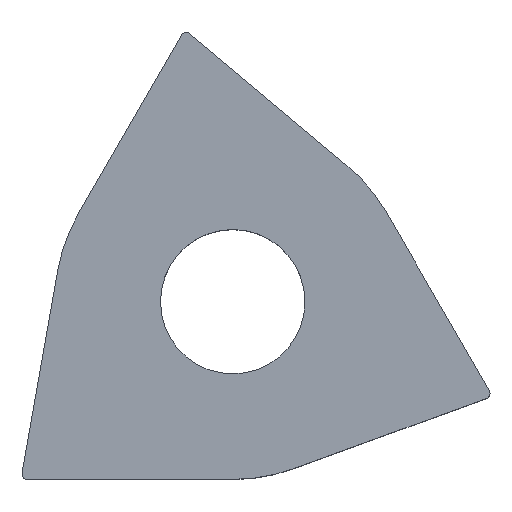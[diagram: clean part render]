
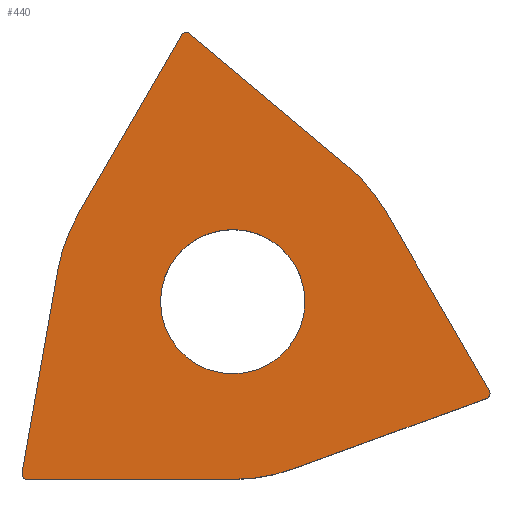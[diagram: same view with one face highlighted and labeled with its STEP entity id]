
A CAD part, top view. The second image highlights one B-rep face of the part: STEP entity #440.
In plain terms, the highlighted planar face has unit normal (0, 0, 1).
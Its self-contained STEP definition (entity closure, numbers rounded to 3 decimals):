
#36=CARTESIAN_POINT('',(0.,0.,0.));
#37=DIRECTION('',(0.,0.,1.));
#38=DIRECTION('',(0.766,0.643,0.));
#39=AXIS2_PLACEMENT_3D('',#36,#37,#38);
#45=CARTESIAN_POINT('',(0.,0.,0.));
#46=DIRECTION('',(0.,0.,1.));
#47=DIRECTION('',(-0.766,-0.643,0.));
#48=AXIS2_PLACEMENT_3D('',#45,#46,#47);
#53=CARTESIAN_POINT('',(-1.661,9.422,0.));
#54=DIRECTION('',(0.,0.,1.));
#55=DIRECTION('',(0.643,0.766,0.));
#56=AXIS2_PLACEMENT_3D('',#53,#54,#55);
#61=CARTESIAN_POINT('',(0.,0.,0.));
#62=DIRECTION('',(0.,0.,-1.));
#63=DIRECTION('',(0.643,0.766,0.));
#64=AXIS2_PLACEMENT_3D('',#61,#62,#63);
#69=CARTESIAN_POINT('',(8.991,-3.272,0.));
#70=DIRECTION('',(0.,0.,1.));
#71=DIRECTION('',(0.342,-0.94,0.));
#72=AXIS2_PLACEMENT_3D('',#69,#70,#71);
#77=CARTESIAN_POINT('',(0.,0.,0.));
#78=DIRECTION('',(0.,0.,-1.));
#79=DIRECTION('',(0.342,-0.94,0.));
#80=AXIS2_PLACEMENT_3D('',#77,#78,#79);
#85=CARTESIAN_POINT('',(-7.329,-6.15,0.));
#86=DIRECTION('',(0.,0.,1.));
#87=DIRECTION('',(-0.985,0.174,0.));
#88=AXIS2_PLACEMENT_3D('',#85,#86,#87);
#93=CARTESIAN_POINT('',(0.,0.,0.));
#94=DIRECTION('',(0.,0.,-1.));
#95=DIRECTION('',(-0.985,0.174,0.));
#96=AXIS2_PLACEMENT_3D('',#93,#94,#95);
#179=DIRECTION('',(-0.766,0.643,0.));
#180=VECTOR('',#179,7.329);
#181=CARTESIAN_POINT('',(4.082,4.864,0.));
#182=LINE('',#181,#180);
#214=DIRECTION('',(-0.5,-0.866,0.));
#215=VECTOR('',#214,7.329);
#216=CARTESIAN_POINT('',(-1.835,9.522,0.));
#217=LINE('',#216,#215);
#235=DIRECTION('',(-0.174,-0.985,0.));
#236=VECTOR('',#235,7.329);
#237=CARTESIAN_POINT('',(-6.254,1.103,0.));
#238=LINE('',#237,#236);
#270=DIRECTION('',(1.,0.,0.));
#271=VECTOR('',#270,7.329);
#272=CARTESIAN_POINT('',(-7.329,-6.35,0.));
#273=LINE('',#272,#271);
#291=DIRECTION('',(0.94,0.342,0.));
#292=VECTOR('',#291,7.329);
#293=CARTESIAN_POINT('',(2.172,-5.967,0.));
#294=LINE('',#293,#292);
#326=DIRECTION('',(-0.5,0.866,0.));
#327=VECTOR('',#326,7.329);
#328=CARTESIAN_POINT('',(9.164,-3.172,0.));
#329=LINE('',#328,#327);
#347=CARTESIAN_POINT('',(-6.254,1.103,0.));
#348=CARTESIAN_POINT('',(-5.499,3.175,0.));
#349=VERTEX_POINT('',#347);
#350=VERTEX_POINT('',#348);
#351=CARTESIAN_POINT('',(4.082,4.864,0.));
#352=CARTESIAN_POINT('',(5.499,3.175,0.));
#353=VERTEX_POINT('',#351);
#354=VERTEX_POINT('',#352);
#355=CARTESIAN_POINT('',(2.172,-5.967,0.));
#356=CARTESIAN_POINT('',(0.,-6.35,0.));
#357=VERTEX_POINT('',#355);
#358=VERTEX_POINT('',#356);
#359=CARTESIAN_POINT('',(1.976,1.658,0.));
#360=CARTESIAN_POINT('',(-1.976,-1.658,0.));
#361=VERTEX_POINT('',#359);
#362=VERTEX_POINT('',#360);
#379=CARTESIAN_POINT('',(-7.526,-6.115,0.));
#380=CARTESIAN_POINT('',(-7.329,-6.35,0.));
#381=VERTEX_POINT('',#379);
#382=VERTEX_POINT('',#380);
#383=CARTESIAN_POINT('',(9.059,-3.46,0.));
#384=CARTESIAN_POINT('',(9.164,-3.172,0.));
#385=VERTEX_POINT('',#383);
#386=VERTEX_POINT('',#384);
#387=CARTESIAN_POINT('',(-1.533,9.576,0.));
#388=CARTESIAN_POINT('',(-1.835,9.522,0.));
#389=VERTEX_POINT('',#387);
#390=VERTEX_POINT('',#388);
#403=CARTESIAN_POINT('',(0.,0.,0.));
#404=DIRECTION('',(0.,0.,1.));
#405=DIRECTION('',(-0.643,0.766,0.));
#406=AXIS2_PLACEMENT_3D('',#403,#404,#405);
#407=PLANE('',#406);
#409=ORIENTED_EDGE('',*,*,#408,.F.);
#411=ORIENTED_EDGE('',*,*,#410,.F.);
#413=ORIENTED_EDGE('',*,*,#412,.F.);
#415=ORIENTED_EDGE('',*,*,#414,.T.);
#417=ORIENTED_EDGE('',*,*,#416,.F.);
#419=ORIENTED_EDGE('',*,*,#418,.F.);
#421=ORIENTED_EDGE('',*,*,#420,.F.);
#423=ORIENTED_EDGE('',*,*,#422,.T.);
#425=ORIENTED_EDGE('',*,*,#424,.F.);
#427=ORIENTED_EDGE('',*,*,#426,.F.);
#429=ORIENTED_EDGE('',*,*,#428,.F.);
#431=ORIENTED_EDGE('',*,*,#430,.T.);
#432=EDGE_LOOP('',(#409,#411,#413,#415,#417,#419,#421,#423,#425,#427,#429,
#431));
#433=FACE_OUTER_BOUND('',#432,.F.);
#435=ORIENTED_EDGE('',*,*,#434,.T.);
#437=ORIENTED_EDGE('',*,*,#436,.T.);
#438=EDGE_LOOP('',(#435,#437));
#439=FACE_BOUND('',#438,.F.);
#40=CIRCLE('',#39,2.58);
#49=CIRCLE('',#48,2.58);
#57=CIRCLE('',#56,0.2);
#65=CIRCLE('',#64,6.35);
#73=CIRCLE('',#72,0.2);
#81=CIRCLE('',#80,6.35);
#89=CIRCLE('',#88,0.2);
#97=CIRCLE('',#96,6.35);
#408=EDGE_CURVE('',#390,#350,#217,.T.);
#410=EDGE_CURVE('',#389,#390,#57,.T.);
#412=EDGE_CURVE('',#353,#389,#182,.T.);
#414=EDGE_CURVE('',#353,#354,#65,.T.);
#416=EDGE_CURVE('',#386,#354,#329,.T.);
#418=EDGE_CURVE('',#385,#386,#73,.T.);
#420=EDGE_CURVE('',#357,#385,#294,.T.);
#422=EDGE_CURVE('',#357,#358,#81,.T.);
#424=EDGE_CURVE('',#382,#358,#273,.T.);
#426=EDGE_CURVE('',#381,#382,#89,.T.);
#428=EDGE_CURVE('',#349,#381,#238,.T.);
#430=EDGE_CURVE('',#349,#350,#97,.T.);
#434=EDGE_CURVE('',#361,#362,#40,.T.);
#436=EDGE_CURVE('',#362,#361,#49,.T.);
#440=ADVANCED_FACE('',(#433,#439),#407,.T.);
